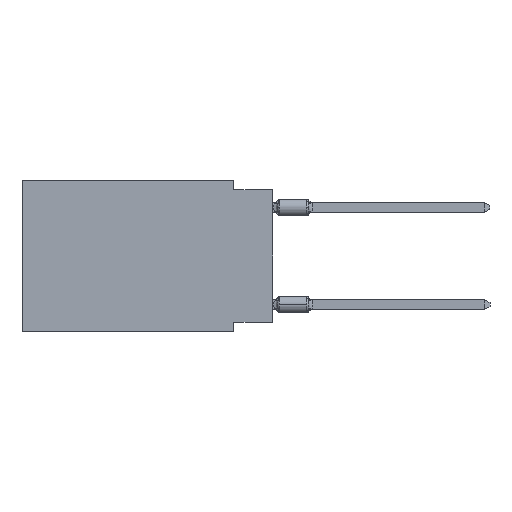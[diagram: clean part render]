
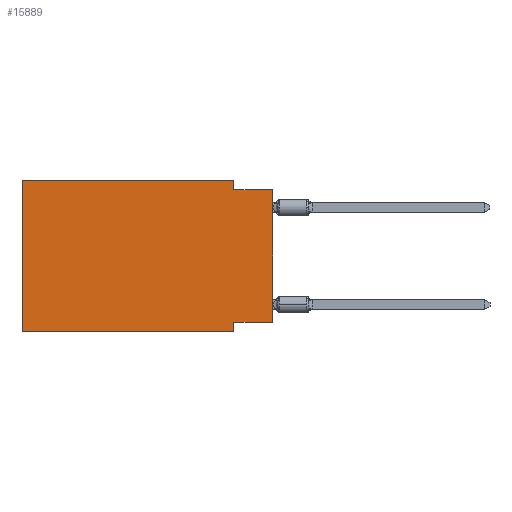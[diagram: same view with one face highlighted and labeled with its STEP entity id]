
A CAD part, left-side view. The second image highlights one B-rep face of the part: STEP entity #15889.
In plain terms, the highlighted planar face has unit normal (-1, 0, 0).
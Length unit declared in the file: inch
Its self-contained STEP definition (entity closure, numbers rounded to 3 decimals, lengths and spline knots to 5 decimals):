
#44 = CARTESIAN_POINT ( 'NONE',  ( 0., 0.645, -0.39 ) ) ;
#67 = DIRECTION ( 'NONE',  ( 0., 0., -1. ) ) ;
#170 = PLANE ( 'NONE',  #11273 ) ;
#1299 = LINE ( 'NONE', #7883, #15762 ) ;
#1301 = EDGE_CURVE ( 'NONE', #10210, #8893, #11968, .T. ) ;
#1915 = CARTESIAN_POINT ( 'NONE',  ( 0., 0.1, 0. ) ) ;
#2934 = ORIENTED_EDGE ( 'NONE', *, *, #20179, .F. ) ;
#3004 = VECTOR ( 'NONE', #5364, 39.37008 ) ;
#3452 = CARTESIAN_POINT ( 'NONE',  ( 0., 0.645, 0. ) ) ;
#4068 = EDGE_CURVE ( 'NONE', #17461, #13824, #7126, .T. ) ;
#4094 = CARTESIAN_POINT ( 'NONE',  ( 0., 0., 0. ) ) ;
#4341 = ORIENTED_EDGE ( 'NONE', *, *, #4068, .F. ) ;
#4725 = CARTESIAN_POINT ( 'NONE',  ( 0., 0.1, -0.025 ) ) ;
#4810 = VECTOR ( 'NONE', #18566, 39.37008 ) ;
#5364 = DIRECTION ( 'NONE',  ( 0., -1., 0. ) ) ;
#5722 = LINE ( 'NONE', #19037, #8086 ) ;
#6418 = CARTESIAN_POINT ( 'NONE',  ( 0., 0.645, 0. ) ) ;
#6494 = LINE ( 'NONE', #13496, #3004 ) ;
#6693 = ORIENTED_EDGE ( 'NONE', *, *, #11117, .F. ) ;
#7126 = LINE ( 'NONE', #3452, #19403 ) ;
#7258 = CARTESIAN_POINT ( 'NONE',  ( 0., 0., -0.365 ) ) ;
#7323 = CARTESIAN_POINT ( 'NONE',  ( 0., 0.1, -0.365 ) ) ;
#7436 = DIRECTION ( 'NONE',  ( 0., -1., 0. ) ) ;
#7883 = CARTESIAN_POINT ( 'NONE',  ( 0., 0., -0.365 ) ) ;
#7988 = CARTESIAN_POINT ( 'NONE',  ( 0., 0., -0.025 ) ) ;
#8086 = VECTOR ( 'NONE', #7436, 39.37008 ) ;
#8325 = ORIENTED_EDGE ( 'NONE', *, *, #8799, .T. ) ;
#8640 = ORIENTED_EDGE ( 'NONE', *, *, #18530, .F. ) ;
#8799 = EDGE_CURVE ( 'NONE', #18272, #20167, #17532, .T. ) ;
#8893 = VERTEX_POINT ( 'NONE', #4725 ) ;
#9123 = VERTEX_POINT ( 'NONE', #7323 ) ;
#9235 = CARTESIAN_POINT ( 'NONE',  ( 0., 0.1, -0.39 ) ) ;
#9312 = ORIENTED_EDGE ( 'NONE', *, *, #1301, .F. ) ;
#10210 = VERTEX_POINT ( 'NONE', #13804 ) ;
#10283 = DIRECTION ( 'NONE',  ( 0., 0., 1. ) ) ;
#11117 = EDGE_CURVE ( 'NONE', #8893, #20167, #5722, .T. ) ;
#11273 = AXIS2_PLACEMENT_3D ( 'NONE', #6418, #12917, #67 ) ;
#11456 = VECTOR ( 'NONE', #14386, 39.37008 ) ;
#11968 = LINE ( 'NONE', #1915, #4810 ) ;
#12917 = DIRECTION ( 'NONE',  ( 1., 0., 0. ) ) ;
#12960 = DIRECTION ( 'NONE',  ( 0., 1., 0. ) ) ;
#13496 = CARTESIAN_POINT ( 'NONE',  ( 0., 0.645, 0. ) ) ;
#13804 = CARTESIAN_POINT ( 'NONE',  ( 0., 0.1, 0. ) ) ;
#13824 = VERTEX_POINT ( 'NONE', #19033 ) ;
#14386 = DIRECTION ( 'NONE',  ( 0., 0., 1. ) ) ;
#14413 = CARTESIAN_POINT ( 'NONE',  ( 0., 0.1, -0.39 ) ) ;
#14872 = FACE_OUTER_BOUND ( 'NONE', #16864, .T. ) ;
#15031 = DIRECTION ( 'NONE',  ( 0., -1., 0. ) ) ;
#15762 = VECTOR ( 'NONE', #12960, 39.37008 ) ;
#15889 = ADVANCED_FACE ( 'NONE', ( #14872 ), #170, .F. ) ;
#16091 = VECTOR ( 'NONE', #15031, 39.37008 ) ;
#16159 = EDGE_CURVE ( 'NONE', #9123, #20971, #20911, .T. ) ;
#16864 = EDGE_LOOP ( 'NONE', ( #8325, #6693, #9312, #8640, #4341, #19976, #18537, #2934 ) ) ;
#17461 = VERTEX_POINT ( 'NONE', #44 ) ;
#17532 = LINE ( 'NONE', #4094, #11456 ) ;
#17760 = DIRECTION ( 'NONE',  ( 0., 0., -1. ) ) ;
#18272 = VERTEX_POINT ( 'NONE', #7258 ) ;
#18530 = EDGE_CURVE ( 'NONE', #13824, #10210, #6494, .T. ) ;
#18537 = ORIENTED_EDGE ( 'NONE', *, *, #16159, .F. ) ;
#18566 = DIRECTION ( 'NONE',  ( 0., 0., -1. ) ) ;
#19033 = CARTESIAN_POINT ( 'NONE',  ( 0., 0.645, 0. ) ) ;
#19037 = CARTESIAN_POINT ( 'NONE',  ( 0., 0., -0.025 ) ) ;
#19403 = VECTOR ( 'NONE', #10283, 39.37008 ) ;
#19577 = VECTOR ( 'NONE', #17760, 39.37008 ) ;
#19976 = ORIENTED_EDGE ( 'NONE', *, *, #20321, .T. ) ;
#20167 = VERTEX_POINT ( 'NONE', #7988 ) ;
#20179 = EDGE_CURVE ( 'NONE', #18272, #9123, #1299, .T. ) ;
#20227 = CARTESIAN_POINT ( 'NONE',  ( 0., 0.645, -0.39 ) ) ;
#20321 = EDGE_CURVE ( 'NONE', #17461, #20971, #20340, .T. ) ;
#20340 = LINE ( 'NONE', #20227, #16091 ) ;
#20911 = LINE ( 'NONE', #9235, #19577 ) ;
#20971 = VERTEX_POINT ( 'NONE', #14413 ) ;
